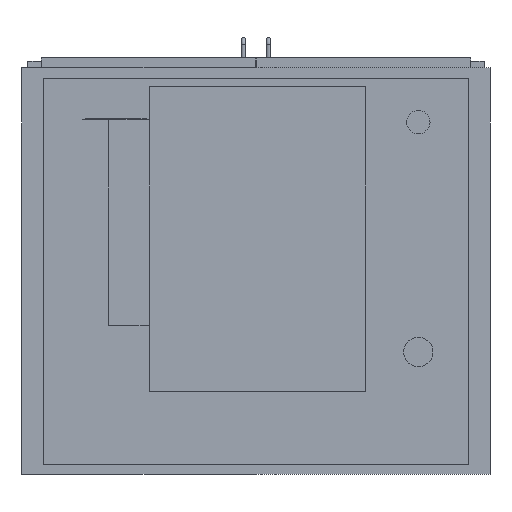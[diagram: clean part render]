
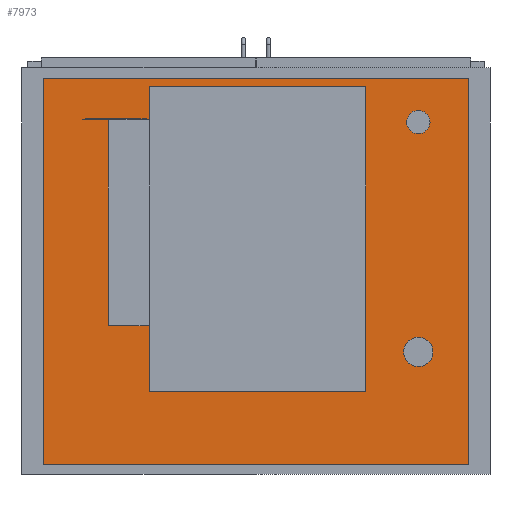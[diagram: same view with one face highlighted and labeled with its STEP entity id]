
A CAD part, front view. The second image highlights one B-rep face of the part: STEP entity #7973.
In plain terms, the highlighted planar face has unit normal (0, -1, 0).
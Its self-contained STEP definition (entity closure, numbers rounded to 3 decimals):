
#135=FACE_BOUND('',#859,.T.);
#136=FACE_BOUND('',#860,.T.);
#155=CIRCLE('',#8522,20.);
#157=CIRCLE('',#8526,25.);
#359=FACE_OUTER_BOUND('',#858,.T.);
#858=EDGE_LOOP('',(#5375,#5376,#5377,#5378));
#859=EDGE_LOOP('',(#5379));
#860=EDGE_LOOP('',(#5380));
#1400=LINE('',#11517,#2408);
#1402=LINE('',#11521,#2410);
#1404=LINE('',#11525,#2412);
#1406=LINE('',#11528,#2414);
#2408=VECTOR('',#9248,10.);
#2410=VECTOR('',#9252,10.);
#2412=VECTOR('',#9256,10.);
#2414=VECTOR('',#9260,10.);
#3378=VERTEX_POINT('',#11443);
#3380=VERTEX_POINT('',#11450);
#3401=VERTEX_POINT('',#11514);
#3402=VERTEX_POINT('',#11516);
#3403=VERTEX_POINT('',#11520);
#3404=VERTEX_POINT('',#11524);
#4139=EDGE_CURVE('',#3378,#3378,#155,.T.);
#4142=EDGE_CURVE('',#3380,#3380,#157,.T.);
#4172=EDGE_CURVE('',#3402,#3401,#1400,.T.);
#4174=EDGE_CURVE('',#3403,#3402,#1402,.T.);
#4176=EDGE_CURVE('',#3404,#3403,#1404,.T.);
#4178=EDGE_CURVE('',#3401,#3404,#1406,.T.);
#5375=ORIENTED_EDGE('',*,*,#4178,.T.);
#5376=ORIENTED_EDGE('',*,*,#4176,.T.);
#5377=ORIENTED_EDGE('',*,*,#4174,.T.);
#5378=ORIENTED_EDGE('',*,*,#4172,.T.);
#5379=ORIENTED_EDGE('',*,*,#4139,.T.);
#5380=ORIENTED_EDGE('',*,*,#4142,.T.);
#7546=PLANE('',#8543);
#7973=ADVANCED_FACE('',(#359,#135,#136),#7546,.T.);
#8522=AXIS2_PLACEMENT_3D('',#11445,#9182,#9183);
#8526=AXIS2_PLACEMENT_3D('',#11452,#9191,#9192);
#8543=AXIS2_PLACEMENT_3D('',#11529,#9261,#9262);
#9182=DIRECTION('center_axis',(0.,1.,0.));
#9183=DIRECTION('ref_axis',(1.,0.,0.));
#9191=DIRECTION('center_axis',(0.,1.,0.));
#9192=DIRECTION('ref_axis',(1.,0.,0.));
#9248=DIRECTION('',(0.,0.,1.));
#9252=DIRECTION('',(1.,0.,0.));
#9256=DIRECTION('',(0.,0.,-1.));
#9260=DIRECTION('',(-1.,0.,0.));
#9261=DIRECTION('center_axis',(0.,-1.,0.));
#9262=DIRECTION('ref_axis',(0.,0.,-1.));
#11443=CARTESIAN_POINT('',(257.5,-370.,255.));
#11445=CARTESIAN_POINT('Origin',(277.5,-370.,255.));
#11450=CARTESIAN_POINT('',(252.5,-370.,-138.));
#11452=CARTESIAN_POINT('Origin',(277.5,-370.,-138.));
#11514=CARTESIAN_POINT('',(362.5,-370.,330.));
#11516=CARTESIAN_POINT('',(362.5,-370.,-330.));
#11517=CARTESIAN_POINT('',(362.5,-370.,330.));
#11520=CARTESIAN_POINT('',(-362.5,-370.,-330.));
#11521=CARTESIAN_POINT('',(362.5,-370.,-330.));
#11524=CARTESIAN_POINT('',(-362.5,-370.,330.));
#11525=CARTESIAN_POINT('',(-362.5,-370.,-330.));
#11528=CARTESIAN_POINT('',(-362.5,-370.,330.));
#11529=CARTESIAN_POINT('Origin',(0.,-370.,0.));
